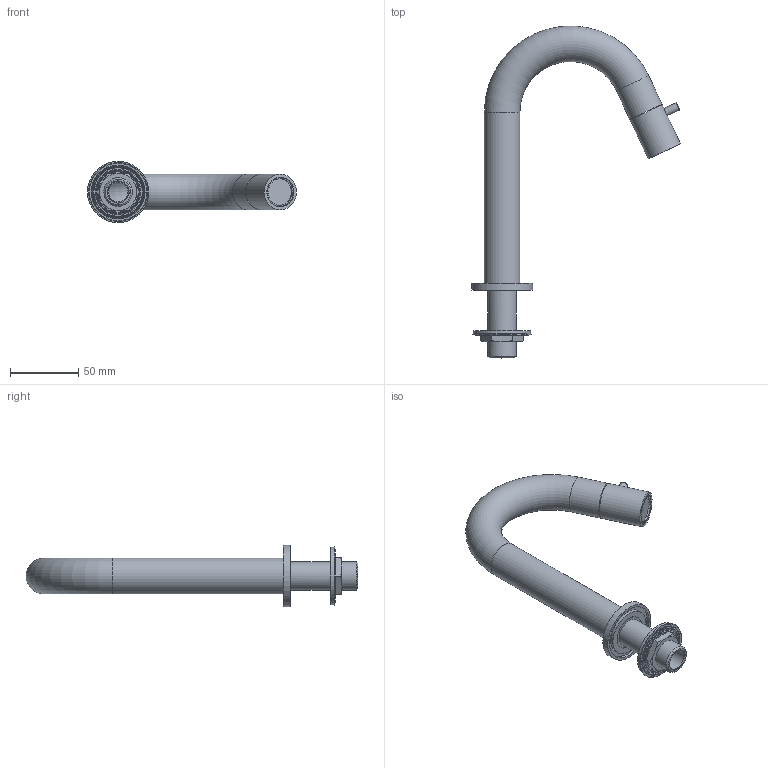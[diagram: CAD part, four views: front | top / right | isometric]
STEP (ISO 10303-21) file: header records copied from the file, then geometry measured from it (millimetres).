
FILE_DESCRIPTION( ( 'Unknown' ), '1' );
FILE_NAME( 'Dude 001U.stp', 'Unknown', ( 'Unknown' ), ( 'Unknown' ), 'PSStep 17.0.49', 'Unknown', ' ' );
FILE_SCHEMA( ( 'AUTOMOTIVE_DESIGN { 1 0 10303 214 1 1 1 1 }' ) );
Length unit declared in the file: millimetre
Products named in the file (12): kit; guarnizione_piana; 000247_dado-g1_2; flangia_inox; cache-oa0; esplosoU_21; Assem1; esplosoU_7; esplosoU_9; esplosoU_10; esplosoU_6; esplosoU_11
Assembly tree (11 placements, depth 3):
  Assem1
    esplosoU_7
    esplosoU_9
    esplosoU_10
    esplosoU_6
    esplosoU_11
    cache-oa0
      esplosoU_21
    kit
      guarnizione_piana
      000247_dado-g1_2
      flangia_inox
Bounding box: 152.66 x 242.56 x 44.7 mm (x, y, z)
Volume: 70360.1 mm3; surface area: 70490.7 mm2
Topology: 9 solids, 9 shells, 165 faces, 361 edges, 240 vertices
Faces by surface type: plane 74, cylinder 52, torus 14, cone 14, revolution 10, extrusion 1
Full cylindrical faces by diameter (mm): 4.2 x1, 5 x1, 6 x1, 6.1 x1, 10.2 x1, 11 x1, 11.1 x1, 12.1 x1, 14 x1, 15.2 x1, 18.4 x1, 18.63 x1, 19.5 x2, 20.5 x1, 20.7 x1, 20.955 x1, 21.19 x2, 21.75 x1, 22 x1, 22.5 x2, 23 x3, 24 x1, 24.1 x1, 24.2 x2, 25 x1, 25.2 x1, 26 x3, 30.874 x1, 31.888 x1, 34 x1
Entity records: 6422 total; most frequent: CARTESIAN_POINT 1177, DIRECTION 701, ORIENTED_EDGE 522, AXIS2_PLACEMENT_3D 304, PRESENTATION_STYLE_ASSIGNMENT 285, COLOUR_RGB 285, EDGE_LOOP 276, EDGE_CURVE 261
